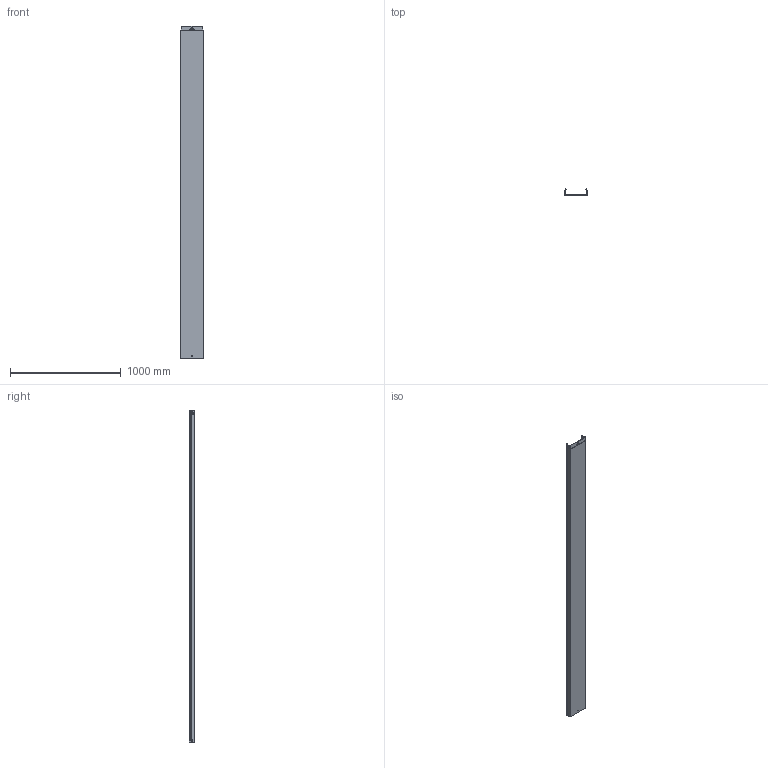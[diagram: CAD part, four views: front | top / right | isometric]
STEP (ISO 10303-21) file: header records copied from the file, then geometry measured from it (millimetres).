
FILE_DESCRIPTION(/* description */ (''),/* implementation_level */ '2;1');
FILE_NAME(/* name */ '',/* time_stamp */ '2023-05-26T11:52:31+03:00',/* author */ ('Ртищев А.О.'),/* organization */ (''),/* preprocessor_version */ 'ST-DEVELOPER v19.2',/* originating_system */ 'Autodesk Inventor 2023',/* authorisation */ '');
FILE_SCHEMA (('AUTOMOTIVE_DESIGN { 1 0 10303 214 3 1 1 }'));
Length unit declared in the file: millimetre
Products named in the file (1): 1. LNplus
Bounding box: 199.95 x 52 x 3000 mm (x, y, z)
Volume: 993578.1 mm3; surface area: 1994621.9 mm2
Topology: 1 solids, 1 shells, 223 faces, 597 edges, 374 vertices
Faces by surface type: cylinder 100, plane 91, bspline 32
Full cylindrical faces by diameter (mm): 6.5 x3
Entity records: 7417 total; most frequent: CARTESIAN_POINT 1503, DIRECTION 1213, ORIENTED_EDGE 1194, EDGE_CURVE 597, AXIS2_PLACEMENT_3D 432, VERTEX_POINT 374, LINE 349, VECTOR 349
